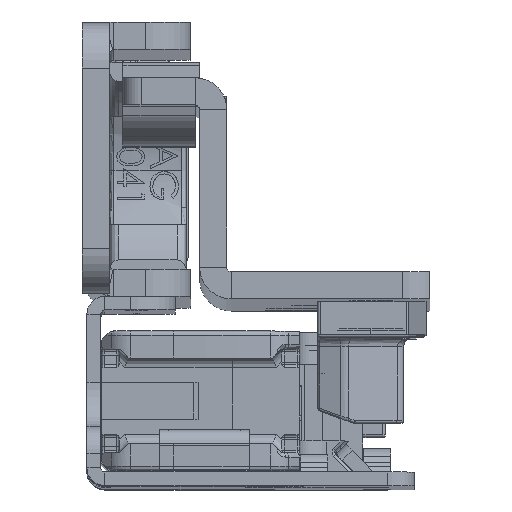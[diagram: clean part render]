
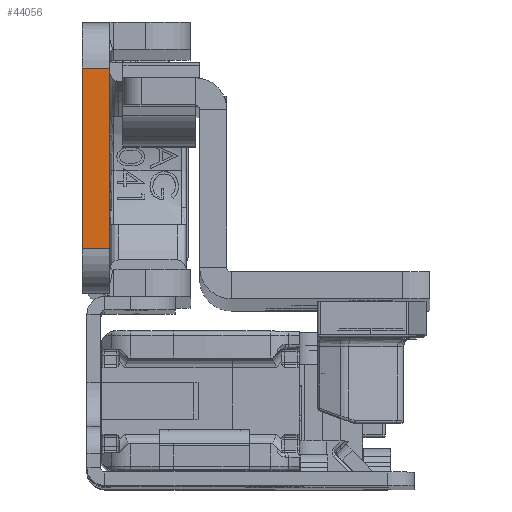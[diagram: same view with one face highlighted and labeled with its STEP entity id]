
A CAD part, top view. The second image highlights one B-rep face of the part: STEP entity #44056.
In plain terms, the highlighted planar face has unit normal (0, 0, 1).
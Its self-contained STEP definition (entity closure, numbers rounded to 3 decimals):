
#3027 = EDGE_CURVE ( 'NONE', #18395, #57017, #66144, .T. ) ;
#4061 = VECTOR ( 'NONE', #32427, 1000. ) ;
#4129 = EDGE_CURVE ( 'NONE', #57017, #21365, #51161, .T. ) ;
#5166 = LINE ( 'NONE', #9936, #57297 ) ;
#9936 = CARTESIAN_POINT ( 'NONE',  ( 3., -22.5, 0. ) ) ;
#18395 = VERTEX_POINT ( 'NONE', #54821 ) ;
#21177 = CARTESIAN_POINT ( 'NONE',  ( 3., 10., 0. ) ) ;
#21365 = VERTEX_POINT ( 'NONE', #45750 ) ;
#21379 = ORIENTED_EDGE ( 'NONE', *, *, #3027, .T. ) ;
#29086 = ORIENTED_EDGE ( 'NONE', *, *, #57310, .F. ) ;
#29608 = ORIENTED_EDGE ( 'NONE', *, *, #4129, .T. ) ;
#30380 = FACE_OUTER_BOUND ( 'NONE', #62837, .T. ) ;
#31441 = PLANE ( 'NONE',  #70367 ) ;
#32427 = DIRECTION ( 'NONE',  ( -1., 0., 0. ) ) ;
#33645 = EDGE_CURVE ( 'NONE', #39598, #21365, #49646, .T. ) ;
#36209 = DIRECTION ( 'NONE',  ( -1., 0., 0. ) ) ;
#39598 = VERTEX_POINT ( 'NONE', #42706 ) ;
#41153 = VECTOR ( 'NONE', #54838, 1000. ) ;
#42404 = DIRECTION ( 'NONE',  ( 0., 0., -1. ) ) ;
#42706 = CARTESIAN_POINT ( 'NONE',  ( 3., -10., 0. ) ) ;
#44056 = ADVANCED_FACE ( 'NONE', ( #30380 ), #31441, .F. ) ;
#45750 = CARTESIAN_POINT ( 'NONE',  ( 0., -10., 0. ) ) ;
#49646 = LINE ( 'NONE', #71925, #4061 ) ;
#51161 = LINE ( 'NONE', #67944, #70537 ) ;
#53781 = CARTESIAN_POINT ( 'NONE',  ( 3., -22.5, 0. ) ) ;
#54577 = DIRECTION ( 'NONE',  ( 0., -1., 0. ) ) ;
#54821 = CARTESIAN_POINT ( 'NONE',  ( 3., 10., 0. ) ) ;
#54838 = DIRECTION ( 'NONE',  ( -1., 0., 0. ) ) ;
#57017 = VERTEX_POINT ( 'NONE', #68478 ) ;
#57297 = VECTOR ( 'NONE', #54577, 1000. ) ;
#57310 = EDGE_CURVE ( 'NONE', #18395, #39598, #5166, .T. ) ;
#62837 = EDGE_LOOP ( 'NONE', ( #64068, #29086, #21379, #29608 ) ) ;
#64068 = ORIENTED_EDGE ( 'NONE', *, *, #33645, .F. ) ;
#66144 = LINE ( 'NONE', #21177, #41153 ) ;
#67233 = DIRECTION ( 'NONE',  ( 0., -1., 0. ) ) ;
#67944 = CARTESIAN_POINT ( 'NONE',  ( 0., -22.5, 0. ) ) ;
#68478 = CARTESIAN_POINT ( 'NONE',  ( 0., 10., 0. ) ) ;
#70367 = AXIS2_PLACEMENT_3D ( 'NONE', #53781, #42404, #36209 ) ;
#70537 = VECTOR ( 'NONE', #67233, 1000. ) ;
#71925 = CARTESIAN_POINT ( 'NONE',  ( 3., -10., 0. ) ) ;
